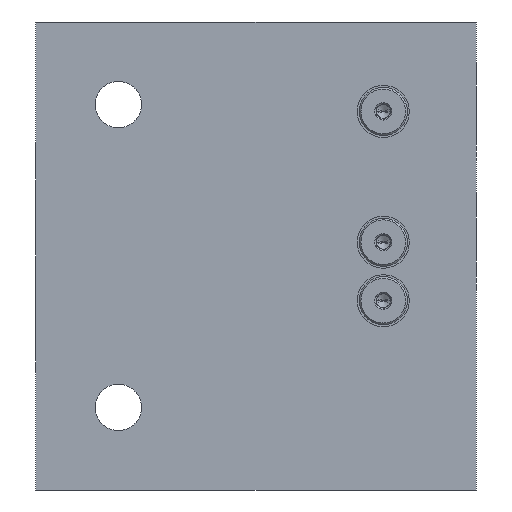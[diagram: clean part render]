
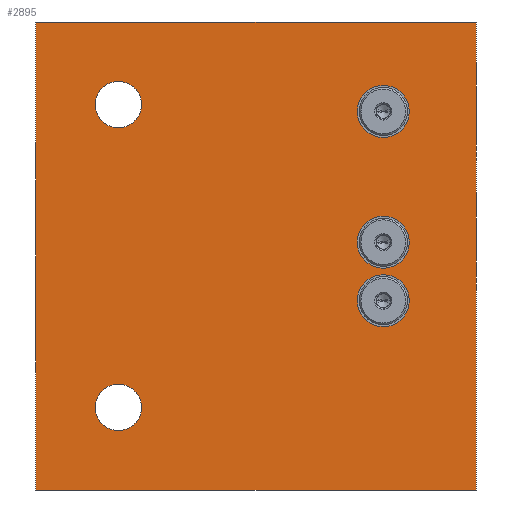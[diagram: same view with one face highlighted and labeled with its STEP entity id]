
A CAD part, left-side view. The second image highlights one B-rep face of the part: STEP entity #2895.
In plain terms, the highlighted planar face has unit normal (-1, 0, 0).
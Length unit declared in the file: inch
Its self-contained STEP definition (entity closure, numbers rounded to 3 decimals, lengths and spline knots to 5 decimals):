
#1=DIRECTION('',(0.,-1.,0.));
#2=VECTOR('',#1,4.);
#3=CARTESIAN_POINT('',(0.,0.,0.));
#4=LINE('',#3,#2);
#27=DIRECTION('',(0.,0.,1.));
#28=VECTOR('',#27,4.25);
#29=CARTESIAN_POINT('',(0.,0.,0.));
#30=LINE('',#29,#28);
#31=CARTESIAN_POINT('',(0.,-0.75,3.5));
#32=DIRECTION('',(1.,0.,0.));
#33=DIRECTION('',(0.,0.,-1.));
#34=AXIS2_PLACEMENT_3D('',#31,#32,#33);
#36=CARTESIAN_POINT('',(0.,-0.75,3.5));
#37=DIRECTION('',(1.,0.,0.));
#38=DIRECTION('',(0.,0.,1.));
#39=AXIS2_PLACEMENT_3D('',#36,#37,#38);
#41=CARTESIAN_POINT('',(0.,-0.75,0.75));
#42=DIRECTION('',(1.,0.,0.));
#43=DIRECTION('',(0.,0.,-1.));
#44=AXIS2_PLACEMENT_3D('',#41,#42,#43);
#46=CARTESIAN_POINT('',(0.,-0.75,0.75));
#47=DIRECTION('',(1.,0.,0.));
#48=DIRECTION('',(0.,0.,1.));
#49=AXIS2_PLACEMENT_3D('',#46,#47,#48);
#51=CARTESIAN_POINT('',(0.,-3.156,1.719));
#52=DIRECTION('',(1.,0.,0.));
#53=DIRECTION('',(0.,0.,-1.));
#54=AXIS2_PLACEMENT_3D('',#51,#52,#53);
#56=CARTESIAN_POINT('',(0.,-3.156,1.719));
#57=DIRECTION('',(1.,0.,0.));
#58=DIRECTION('',(0.,0.,1.));
#59=AXIS2_PLACEMENT_3D('',#56,#57,#58);
#61=CARTESIAN_POINT('',(0.,-3.156,2.25));
#62=DIRECTION('',(1.,0.,0.));
#63=DIRECTION('',(0.,0.,-1.));
#64=AXIS2_PLACEMENT_3D('',#61,#62,#63);
#66=CARTESIAN_POINT('',(0.,-3.156,2.25));
#67=DIRECTION('',(1.,0.,0.));
#68=DIRECTION('',(0.,0.,1.));
#69=AXIS2_PLACEMENT_3D('',#66,#67,#68);
#71=CARTESIAN_POINT('',(0.,-3.156,3.438));
#72=DIRECTION('',(1.,0.,0.));
#73=DIRECTION('',(0.,0.,-1.));
#74=AXIS2_PLACEMENT_3D('',#71,#72,#73);
#76=CARTESIAN_POINT('',(0.,-3.156,3.438));
#77=DIRECTION('',(1.,0.,0.));
#78=DIRECTION('',(0.,0.,1.));
#79=AXIS2_PLACEMENT_3D('',#76,#77,#78);
#119=DIRECTION('',(0.,0.,1.));
#120=VECTOR('',#119,4.25);
#121=CARTESIAN_POINT('',(0.,-4.,0.));
#122=LINE('',#121,#120);
#143=DIRECTION('',(0.,-1.,0.));
#144=VECTOR('',#143,4.);
#145=CARTESIAN_POINT('',(0.,0.,4.25));
#146=LINE('',#145,#144);
#2449=CARTESIAN_POINT('',(0.,0.,0.));
#2450=CARTESIAN_POINT('',(0.,-4.,0.));
#2451=VERTEX_POINT('',#2449);
#2452=VERTEX_POINT('',#2450);
#2457=CARTESIAN_POINT('',(0.,0.,4.25));
#2458=CARTESIAN_POINT('',(0.,-4.,4.25));
#2459=VERTEX_POINT('',#2457);
#2460=VERTEX_POINT('',#2458);
#2621=CARTESIAN_POINT('',(0.,-0.75,3.289));
#2622=CARTESIAN_POINT('',(0.,-0.75,3.711));
#2623=VERTEX_POINT('',#2621);
#2624=VERTEX_POINT('',#2622);
#2629=CARTESIAN_POINT('',(0.,-0.75,0.539));
#2630=CARTESIAN_POINT('',(0.,-0.75,0.961));
#2631=VERTEX_POINT('',#2629);
#2632=VERTEX_POINT('',#2630);
#2657=CARTESIAN_POINT('',(0.,-3.156,1.483));
#2658=CARTESIAN_POINT('',(0.,-3.156,1.955));
#2659=VERTEX_POINT('',#2657);
#2660=VERTEX_POINT('',#2658);
#2703=CARTESIAN_POINT('',(0.,-3.156,2.014));
#2704=CARTESIAN_POINT('',(0.,-3.156,2.486));
#2705=VERTEX_POINT('',#2703);
#2706=VERTEX_POINT('',#2704);
#2733=CARTESIAN_POINT('',(0.,-3.156,3.202));
#2734=CARTESIAN_POINT('',(0.,-3.156,3.674));
#2735=VERTEX_POINT('',#2733);
#2736=VERTEX_POINT('',#2734);
#2851=CARTESIAN_POINT('',(0.,0.,0.));
#2852=DIRECTION('',(-1.,0.,0.));
#2853=DIRECTION('',(0.,-1.,0.));
#2854=AXIS2_PLACEMENT_3D('',#2851,#2852,#2853);
#2855=PLANE('',#2854);
#2856=ORIENTED_EDGE('',*,*,#2834,.F.);
#2858=ORIENTED_EDGE('',*,*,#2857,.T.);
#2860=ORIENTED_EDGE('',*,*,#2859,.T.);
#2862=ORIENTED_EDGE('',*,*,#2861,.F.);
#2863=EDGE_LOOP('',(#2856,#2858,#2860,#2862));
#2864=FACE_OUTER_BOUND('',#2863,.F.);
#2866=ORIENTED_EDGE('',*,*,#2865,.F.);
#2868=ORIENTED_EDGE('',*,*,#2867,.F.);
#2869=EDGE_LOOP('',(#2866,#2868));
#2870=FACE_BOUND('',#2869,.F.);
#2872=ORIENTED_EDGE('',*,*,#2871,.F.);
#2874=ORIENTED_EDGE('',*,*,#2873,.F.);
#2875=EDGE_LOOP('',(#2872,#2874));
#2876=FACE_BOUND('',#2875,.F.);
#2878=ORIENTED_EDGE('',*,*,#2877,.F.);
#2880=ORIENTED_EDGE('',*,*,#2879,.F.);
#2881=EDGE_LOOP('',(#2878,#2880));
#2882=FACE_BOUND('',#2881,.F.);
#2884=ORIENTED_EDGE('',*,*,#2883,.F.);
#2886=ORIENTED_EDGE('',*,*,#2885,.F.);
#2887=EDGE_LOOP('',(#2884,#2886));
#2888=FACE_BOUND('',#2887,.F.);
#2890=ORIENTED_EDGE('',*,*,#2889,.F.);
#2892=ORIENTED_EDGE('',*,*,#2891,.F.);
#2893=EDGE_LOOP('',(#2890,#2892));
#2894=FACE_BOUND('',#2893,.F.);
#2895=ADVANCED_FACE('',(#2864,#2870,#2876,#2882,#2888,#2894),#2855,.T.);
#35=CIRCLE('',#34,0.211);
#40=CIRCLE('',#39,0.211);
#45=CIRCLE('',#44,0.211);
#50=CIRCLE('',#49,0.211);
#55=CIRCLE('',#54,0.236);
#60=CIRCLE('',#59,0.236);
#65=CIRCLE('',#64,0.236);
#70=CIRCLE('',#69,0.236);
#75=CIRCLE('',#74,0.236);
#80=CIRCLE('',#79,0.236);
#2834=EDGE_CURVE('',#2451,#2452,#4,.T.);
#2857=EDGE_CURVE('',#2451,#2459,#30,.T.);
#2859=EDGE_CURVE('',#2459,#2460,#146,.T.);
#2861=EDGE_CURVE('',#2452,#2460,#122,.T.);
#2865=EDGE_CURVE('',#2623,#2624,#35,.T.);
#2867=EDGE_CURVE('',#2624,#2623,#40,.T.);
#2871=EDGE_CURVE('',#2631,#2632,#45,.T.);
#2873=EDGE_CURVE('',#2632,#2631,#50,.T.);
#2877=EDGE_CURVE('',#2659,#2660,#55,.T.);
#2879=EDGE_CURVE('',#2660,#2659,#60,.T.);
#2883=EDGE_CURVE('',#2705,#2706,#65,.T.);
#2885=EDGE_CURVE('',#2706,#2705,#70,.T.);
#2889=EDGE_CURVE('',#2735,#2736,#75,.T.);
#2891=EDGE_CURVE('',#2736,#2735,#80,.T.);
